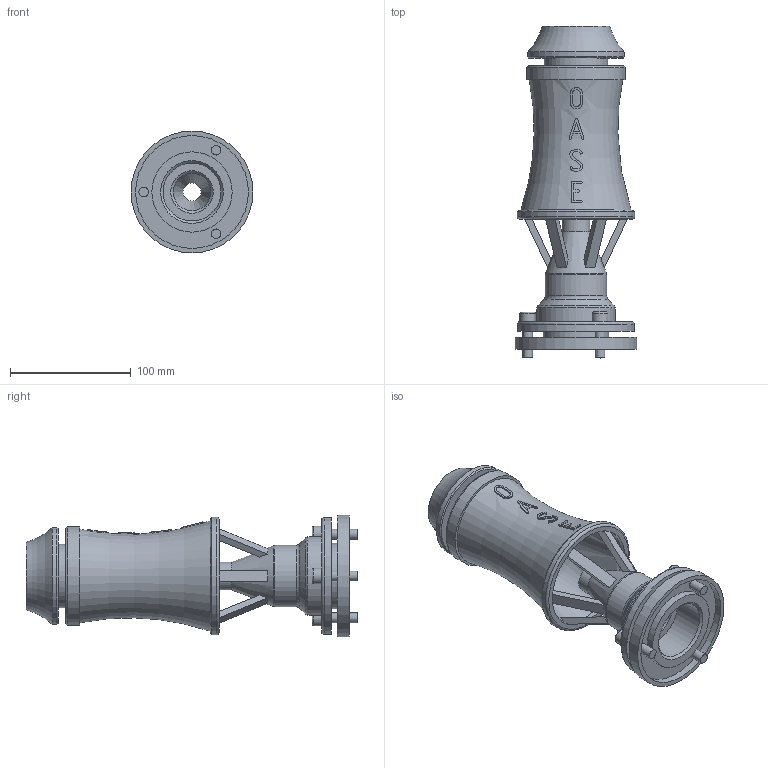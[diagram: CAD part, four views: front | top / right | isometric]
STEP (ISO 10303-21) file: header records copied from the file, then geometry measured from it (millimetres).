
FILE_DESCRIPTION(/* description */ (''),/* implementation_level */ '2;1');
FILE_NAME(/* name */ '50922_Geiser 40T.stp',/* time_stamp */ '2014-04-23T10:01:33+02:00',/* author */ ('guzb562'),/* organization */ (''),/* preprocessor_version */ 'ST-DEVELOPER v15.2',/* originating_system */ 'Autodesk Inventor 2014',/* authorisation */ '');
FILE_SCHEMA (('AUTOMOTIVE_DESIGN { 1 0 10303 214 3 1 1 }'));
Length unit declared in the file: millimetre
Products named in the file (1): 50922_Geiser 40T
Bounding box: 101 x 274.97 x 101 mm (x, y, z)
Volume: 407679.9 mm3; surface area: 156834 mm2
Topology: 3 solids, 3 shells, 188 faces, 461 edges, 298 vertices
Faces by surface type: plane 104, cylinder 53, torus 19, cone 12
Full cylindrical faces by diameter (mm): 8 x6, 13 x3, 15 x1, 23 x1, 30.943 x1, 35.22 x1, 46.517 x1, 48 x1, 51 x1, 52.293 x1, 54 x1, 59 x1, 65 x1, 66.5 x1, 80.293 x1, 82 x1, 93.5 x1, 97 x1, 97.5 x1, 101 x1
Entity records: 6402 total; most frequent: CARTESIAN_POINT 2148, ORIENTED_EDGE 816, DIRECTION 795, EDGE_CURVE 402, AXIS2_PLACEMENT_3D 299, VERTEX_POINT 292, EDGE_LOOP 276, LINE 197
